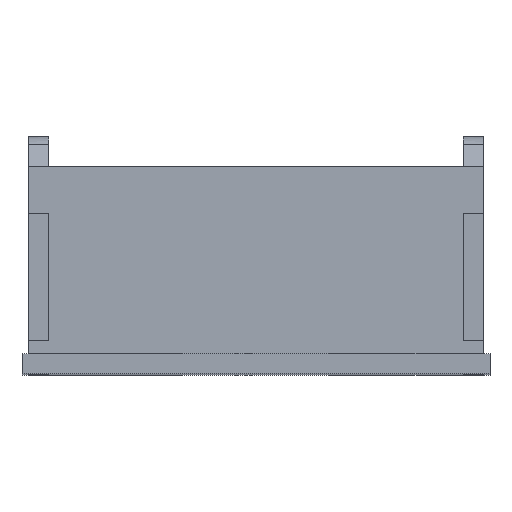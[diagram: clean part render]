
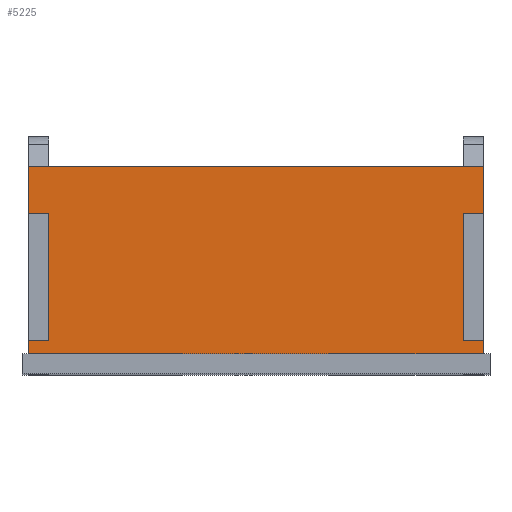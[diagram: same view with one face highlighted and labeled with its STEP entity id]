
A CAD part, top view. The second image highlights one B-rep face of the part: STEP entity #5225.
In plain terms, the highlighted free-form (B-spline) face has degree [1, 1] with [2, 2] control points.
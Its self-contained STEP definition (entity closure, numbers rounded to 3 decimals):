
#4822 = VERTEX_POINT('',#4823);
#4823 = CARTESIAN_POINT('',(28.54,26.022,
    45.329));
#4838 = VERTEX_POINT('',#4839);
#4839 = CARTESIAN_POINT('',(-28.54,26.022,
    45.329));
#4844 = EDGE_CURVE('',#4838,#4822,#4845,.T.);
#4845 = B_SPLINE_CURVE_WITH_KNOTS('',1,(#4846,#4847),.UNSPECIFIED.,.F.,
  .F.,(2,2),(0.,68.),.PIECEWISE_BEZIER_KNOTS.);
#4846 = CARTESIAN_POINT('',(-28.54,26.022,
    45.329));
#4847 = CARTESIAN_POINT('',(28.54,26.022,
    45.329));
#4860 = VERTEX_POINT('',#4861);
#4861 = CARTESIAN_POINT('',(9.234,2.518,
    45.329));
#4874 = VERTEX_POINT('',#4875);
#4875 = CARTESIAN_POINT('',(9.234,0.,45.329));
#4880 = EDGE_CURVE('',#4860,#4874,#4881,.T.);
#4881 = B_SPLINE_CURVE_WITH_KNOTS('',1,(#4882,#4883),.UNSPECIFIED.,.F.,
  .F.,(2,2),(0.,3.),.PIECEWISE_BEZIER_KNOTS.);
#4882 = CARTESIAN_POINT('',(9.234,2.518,
    45.329));
#4883 = CARTESIAN_POINT('',(9.234,0.,45.329));
#4894 = VERTEX_POINT('',#4895);
#4895 = CARTESIAN_POINT('',(26.022,2.518,
    45.329));
#4902 = EDGE_CURVE('',#4894,#4903,#4905,.T.);
#4903 = VERTEX_POINT('',#4904);
#4904 = CARTESIAN_POINT('',(26.022,0.,45.329));
#4905 = B_SPLINE_CURVE_WITH_KNOTS('',1,(#4906,#4907),.UNSPECIFIED.,.F.,
  .F.,(2,2),(0.,3.),.PIECEWISE_BEZIER_KNOTS.);
#4906 = CARTESIAN_POINT('',(26.022,2.518,
    45.329));
#4907 = CARTESIAN_POINT('',(26.022,0.,45.329));
#4930 = EDGE_CURVE('',#4903,#4874,#4931,.T.);
#4931 = B_SPLINE_CURVE_WITH_KNOTS('',1,(#4932,#4933),.UNSPECIFIED.,.F.,
  .F.,(2,2),(0.,20.),.PIECEWISE_BEZIER_KNOTS.);
#4932 = CARTESIAN_POINT('',(26.022,0.,45.329));
#4933 = CARTESIAN_POINT('',(9.234,0.,45.329));
#4958 = VERTEX_POINT('',#4959);
#4959 = CARTESIAN_POINT('',(28.54,2.518,
    45.329));
#4964 = EDGE_CURVE('',#4894,#4958,#4965,.T.);
#4965 = B_SPLINE_CURVE_WITH_KNOTS('',1,(#4966,#4967),.UNSPECIFIED.,.F.,
  .F.,(2,2),(65.,68.),.PIECEWISE_BEZIER_KNOTS.);
#4966 = CARTESIAN_POINT('',(26.022,2.518,
    45.329));
#4967 = CARTESIAN_POINT('',(28.54,2.518,
    45.329));
#4980 = VERTEX_POINT('',#4981);
#4981 = CARTESIAN_POINT('',(-26.022,2.518,
    45.329));
#4994 = VERTEX_POINT('',#4995);
#4995 = CARTESIAN_POINT('',(-26.022,0.,45.329));
#5000 = EDGE_CURVE('',#4980,#4994,#5001,.T.);
#5001 = B_SPLINE_CURVE_WITH_KNOTS('',1,(#5002,#5003),.UNSPECIFIED.,.F.,
  .F.,(2,2),(0.,3.),.PIECEWISE_BEZIER_KNOTS.);
#5002 = CARTESIAN_POINT('',(-26.022,2.518,
    45.329));
#5003 = CARTESIAN_POINT('',(-26.022,0.,45.329));
#5014 = VERTEX_POINT('',#5015);
#5015 = CARTESIAN_POINT('',(-9.234,2.518,
    45.329));
#5022 = EDGE_CURVE('',#5014,#5023,#5025,.T.);
#5023 = VERTEX_POINT('',#5024);
#5024 = CARTESIAN_POINT('',(-9.234,0.,45.329));
#5025 = B_SPLINE_CURVE_WITH_KNOTS('',1,(#5026,#5027),.UNSPECIFIED.,.F.,
  .F.,(2,2),(0.,3.),.PIECEWISE_BEZIER_KNOTS.);
#5026 = CARTESIAN_POINT('',(-9.234,2.518,
    45.329));
#5027 = CARTESIAN_POINT('',(-9.234,0.,45.329));
#5050 = EDGE_CURVE('',#5023,#4994,#5051,.T.);
#5051 = B_SPLINE_CURVE_WITH_KNOTS('',1,(#5052,#5053),.UNSPECIFIED.,.F.,
  .F.,(2,2),(0.,20.),.PIECEWISE_BEZIER_KNOTS.);
#5052 = CARTESIAN_POINT('',(-9.234,0.,45.329));
#5053 = CARTESIAN_POINT('',(-26.022,0.,45.329));
#5070 = EDGE_CURVE('',#5014,#4860,#5071,.T.);
#5071 = B_SPLINE_CURVE_WITH_KNOTS('',1,(#5072,#5073),.UNSPECIFIED.,.F.,
  .F.,(2,2),(23.,45.),.PIECEWISE_BEZIER_KNOTS.);
#5072 = CARTESIAN_POINT('',(-9.234,2.518,
    45.329));
#5073 = CARTESIAN_POINT('',(9.234,2.518,
    45.329));
#5099 = VERTEX_POINT('',#5100);
#5100 = CARTESIAN_POINT('',(-26.022,20.146,
    45.329));
#5105 = EDGE_CURVE('',#5106,#5099,#5108,.T.);
#5106 = VERTEX_POINT('',#5107);
#5107 = CARTESIAN_POINT('',(-28.54,20.146,
    45.329));
#5108 = B_SPLINE_CURVE_WITH_KNOTS('',1,(#5109,#5110),.UNSPECIFIED.,.F.,
  .F.,(2,2),(-1.5,1.5),.PIECEWISE_BEZIER_KNOTS.);
#5109 = CARTESIAN_POINT('',(-28.54,20.146,
    45.329));
#5110 = CARTESIAN_POINT('',(-26.022,20.146,
    45.329));
#5135 = VERTEX_POINT('',#5136);
#5136 = CARTESIAN_POINT('',(-28.54,4.197,
    45.329));
#5141 = EDGE_CURVE('',#5142,#5135,#5144,.T.);
#5142 = VERTEX_POINT('',#5143);
#5143 = CARTESIAN_POINT('',(-26.022,4.197,
    45.329));
#5144 = B_SPLINE_CURVE_WITH_KNOTS('',1,(#5145,#5146),.UNSPECIFIED.,.F.,
  .F.,(2,2),(-3.,0.),.PIECEWISE_BEZIER_KNOTS.);
#5145 = CARTESIAN_POINT('',(-26.022,4.197,
    45.329));
#5146 = CARTESIAN_POINT('',(-28.54,4.197,
    45.329));
#5167 = EDGE_CURVE('',#5099,#5142,#5168,.T.);
#5168 = B_SPLINE_CURVE_WITH_KNOTS('',1,(#5169,#5170),.UNSPECIFIED.,.F.,
  .F.,(2,2),(-21.,-2.),.PIECEWISE_BEZIER_KNOTS.);
#5169 = CARTESIAN_POINT('',(-26.022,20.146,
    45.329));
#5170 = CARTESIAN_POINT('',(-26.022,4.197,
    45.329));
#5190 = VERTEX_POINT('',#5191);
#5191 = CARTESIAN_POINT('',(-28.54,2.518,
    45.329));
#5196 = EDGE_CURVE('',#5190,#5135,#5197,.T.);
#5197 = B_SPLINE_CURVE_WITH_KNOTS('',1,(#5198,#5199),.UNSPECIFIED.,.F.,
  .F.,(2,2),(0.,2.),.PIECEWISE_BEZIER_KNOTS.);
#5198 = CARTESIAN_POINT('',(-28.54,2.518,
    45.329));
#5199 = CARTESIAN_POINT('',(-28.54,4.197,
    45.329));
#5210 = EDGE_CURVE('',#5106,#4838,#5211,.T.);
#5211 = B_SPLINE_CURVE_WITH_KNOTS('',1,(#5212,#5213),.UNSPECIFIED.,.F.,
  .F.,(2,2),(21.,28.),.PIECEWISE_BEZIER_KNOTS.);
#5212 = CARTESIAN_POINT('',(-28.54,20.146,
    45.329));
#5213 = CARTESIAN_POINT('',(-28.54,26.022,
    45.329));
#5225 = ADVANCED_FACE('',(#5226),#5280,.T.);
#5226 = FACE_BOUND('',#5227,.T.);
#5227 = EDGE_LOOP('',(#5228,#5229,#5230,#5231,#5232,#5237,#5238,#5239,
    #5240,#5241,#5242,#5243,#5244,#5245,#5252,#5259,#5266,#5273,#5278,
    #5279));
#5228 = ORIENTED_EDGE('',*,*,#5105,.T.);
#5229 = ORIENTED_EDGE('',*,*,#5167,.T.);
#5230 = ORIENTED_EDGE('',*,*,#5141,.T.);
#5231 = ORIENTED_EDGE('',*,*,#5196,.F.);
#5232 = ORIENTED_EDGE('',*,*,#5233,.T.);
#5233 = EDGE_CURVE('',#5190,#4980,#5234,.T.);
#5234 = B_SPLINE_CURVE_WITH_KNOTS('',1,(#5235,#5236),.UNSPECIFIED.,.F.,
  .F.,(2,2),(0.,3.),.PIECEWISE_BEZIER_KNOTS.);
#5235 = CARTESIAN_POINT('',(-28.54,2.518,
    45.329));
#5236 = CARTESIAN_POINT('',(-26.022,2.518,
    45.329));
#5237 = ORIENTED_EDGE('',*,*,#5000,.T.);
#5238 = ORIENTED_EDGE('',*,*,#5050,.F.);
#5239 = ORIENTED_EDGE('',*,*,#5022,.F.);
#5240 = ORIENTED_EDGE('',*,*,#5070,.T.);
#5241 = ORIENTED_EDGE('',*,*,#4880,.T.);
#5242 = ORIENTED_EDGE('',*,*,#4930,.F.);
#5243 = ORIENTED_EDGE('',*,*,#4902,.F.);
#5244 = ORIENTED_EDGE('',*,*,#4964,.T.);
#5245 = ORIENTED_EDGE('',*,*,#5246,.T.);
#5246 = EDGE_CURVE('',#4958,#5247,#5249,.T.);
#5247 = VERTEX_POINT('',#5248);
#5248 = CARTESIAN_POINT('',(28.54,4.197,
    45.329));
#5249 = B_SPLINE_CURVE_WITH_KNOTS('',1,(#5250,#5251),.UNSPECIFIED.,.F.,
  .F.,(2,2),(0.,2.),.PIECEWISE_BEZIER_KNOTS.);
#5250 = CARTESIAN_POINT('',(28.54,2.518,
    45.329));
#5251 = CARTESIAN_POINT('',(28.54,4.197,
    45.329));
#5252 = ORIENTED_EDGE('',*,*,#5253,.T.);
#5253 = EDGE_CURVE('',#5247,#5254,#5256,.T.);
#5254 = VERTEX_POINT('',#5255);
#5255 = CARTESIAN_POINT('',(26.022,4.197,
    45.329));
#5256 = B_SPLINE_CURVE_WITH_KNOTS('',1,(#5257,#5258),.UNSPECIFIED.,.F.,
  .F.,(2,2),(-34.,-31.),.PIECEWISE_BEZIER_KNOTS.);
#5257 = CARTESIAN_POINT('',(28.54,4.197,
    45.329));
#5258 = CARTESIAN_POINT('',(26.022,4.197,
    45.329));
#5259 = ORIENTED_EDGE('',*,*,#5260,.T.);
#5260 = EDGE_CURVE('',#5254,#5261,#5263,.T.);
#5261 = VERTEX_POINT('',#5262);
#5262 = CARTESIAN_POINT('',(26.022,20.146,
    45.329));
#5263 = B_SPLINE_CURVE_WITH_KNOTS('',1,(#5264,#5265),.UNSPECIFIED.,.F.,
  .F.,(2,2),(2.,21.),.PIECEWISE_BEZIER_KNOTS.);
#5264 = CARTESIAN_POINT('',(26.022,4.197,
    45.329));
#5265 = CARTESIAN_POINT('',(26.022,20.146,
    45.329));
#5266 = ORIENTED_EDGE('',*,*,#5267,.T.);
#5267 = EDGE_CURVE('',#5261,#5268,#5270,.T.);
#5268 = VERTEX_POINT('',#5269);
#5269 = CARTESIAN_POINT('',(28.54,20.146,
    45.329));
#5270 = B_SPLINE_CURVE_WITH_KNOTS('',1,(#5271,#5272),.UNSPECIFIED.,.F.,
  .F.,(2,2),(32.5,35.5),.PIECEWISE_BEZIER_KNOTS.);
#5271 = CARTESIAN_POINT('',(26.022,20.146,
    45.329));
#5272 = CARTESIAN_POINT('',(28.54,20.146,
    45.329));
#5273 = ORIENTED_EDGE('',*,*,#5274,.T.);
#5274 = EDGE_CURVE('',#5268,#4822,#5275,.T.);
#5275 = B_SPLINE_CURVE_WITH_KNOTS('',1,(#5276,#5277),.UNSPECIFIED.,.F.,
  .F.,(2,2),(21.,28.),.PIECEWISE_BEZIER_KNOTS.);
#5276 = CARTESIAN_POINT('',(28.54,20.146,
    45.329));
#5277 = CARTESIAN_POINT('',(28.54,26.022,
    45.329));
#5278 = ORIENTED_EDGE('',*,*,#4844,.F.);
#5279 = ORIENTED_EDGE('',*,*,#5210,.F.);
#5280 = B_SPLINE_SURFACE_WITH_KNOTS('',1,1,(
    (#5281,#5282)
    ,(#5283,#5284
    )),.UNSPECIFIED.,.F.,.F.,.F.,(2,2),(2,2),(0.,68.),(-3.,28.),
  .PIECEWISE_BEZIER_KNOTS.);
#5281 = CARTESIAN_POINT('',(-28.54,0.,45.329));
#5282 = CARTESIAN_POINT('',(-28.54,26.022,
    45.329));
#5283 = CARTESIAN_POINT('',(28.54,0.,45.329));
#5284 = CARTESIAN_POINT('',(28.54,26.022,
    45.329));
